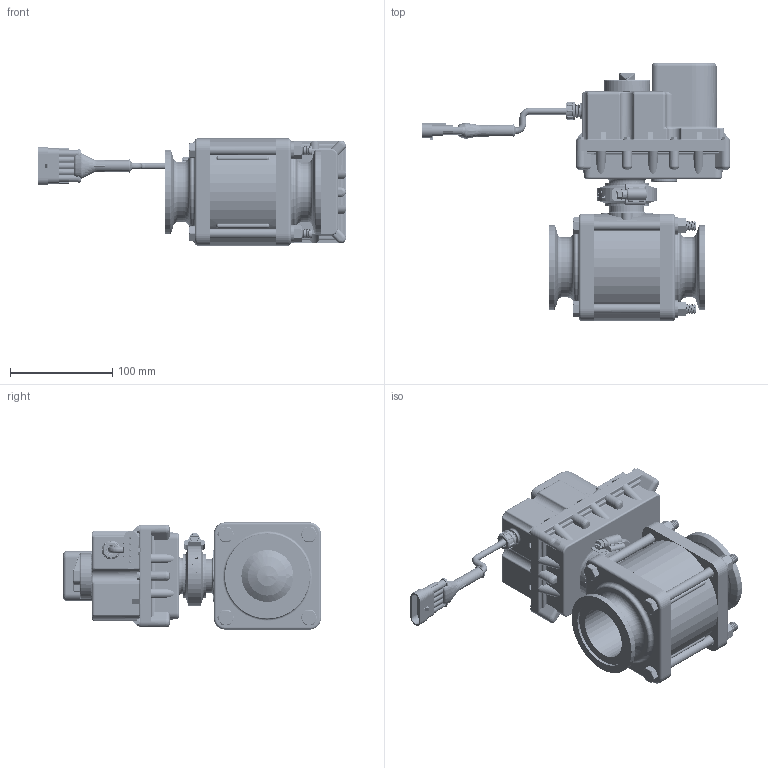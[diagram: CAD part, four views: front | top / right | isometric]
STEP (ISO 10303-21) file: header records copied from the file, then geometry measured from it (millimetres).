
FILE_DESCRIPTION(/* description */ ('2" FP VE BODY'),/* implementation_level */ '2;1');
FILE_NAME(/* name */ 'MEV220CF9.stp',/* time_stamp */ '2014-12-05T09:21:15-05:00',/* author */ ('areid'),/* organization */ (''),/* preprocessor_version */ 'ST-DEVELOPER v15.2',/* originating_system */ 'Autodesk Inventor 2014',/* authorisation */ '');
FILE_SCHEMA (('AUTOMOTIVE_DESIGN { 1 0 10303 214 3 1 1 }'));
Products named in the file (52): MEV25254AX; MEV25254A; VE25255SSH; MEV25151SS; FP26041E; FP26041; VE25163E; FP26043E; FP26043; MEV25151; V25378X; VE25378A; VE25258A; V25264; V25017; V20018; V20019; MEV220XR1; MVE004; MEV25101B; MEV25102DX; VEL1004; VEL1005; MEV25102D; VE4987X; CAM; Switch; Wire_5; VE129A; ANSI B18.6.4 - 12-24 UNC - 0.5(11) C I; VE117; VE49879; VE15220; MVE107; VE107B; VEL1023; F10E; VE109E; A162_EV; MVE007 ...
Bounding box: 300.92 x 252.22 x 104.78 mm (x, y, z)
Volume: 1328035.7 mm3; surface area: 505848.8 mm2
Topology: 74 solids, 74 shells, 6534 faces, 16296 edges, 10155 vertices
Faces by surface type: plane 2627, cylinder 1740, bspline 818, cone 686, torus 592, sphere 71
Full cylindrical faces by diameter (mm): 1.4 x5, 2.032 x15, 2.261 x2, 2.381 x4, 2.616 x20, 2.794 x10, 3.048 x6, 3.4 x10, 3.454 x2, 3.505 x120, 3.81 x6, 3.9 x5, 4.064 x10, 4.4 x10, 4.47 x4, 5 x1, 5.486 x2, 5.5 x5, 5.588 x2, 5.9 x5, 6.35 x3, 7.62 x7, 8.001 x6, 8.128 x4, 8.236 x60, 8.331 x10, 8.839 x1, 9.525 x65, 9.55 x2, 9.601 x1
Entity records: 189520 total; most frequent: CARTESIAN_POINT 81190, ORIENTED_EDGE 22632, DIRECTION 20746, EDGE_CURVE 11309, VERTEX_POINT 7481, AXIS2_PLACEMENT_3D 7369, LINE 6008, VECTOR 6008
